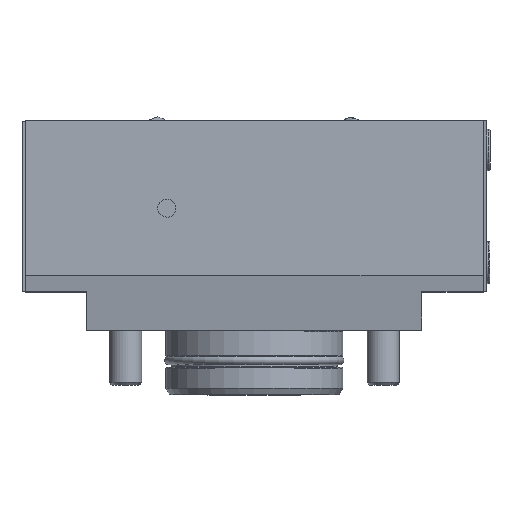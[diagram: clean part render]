
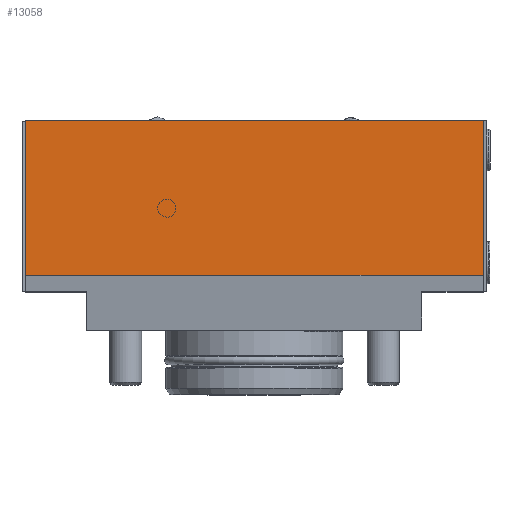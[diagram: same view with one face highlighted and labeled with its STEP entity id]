
A CAD part, top view. The second image highlights one B-rep face of the part: STEP entity #13058.
In plain terms, the highlighted planar face has unit normal (0, 0, 1).
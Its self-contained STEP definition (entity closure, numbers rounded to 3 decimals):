
#1124 = CARTESIAN_POINT ( 'NONE',  ( -71., 65., 43. ) ) ;
#1246 = EDGE_CURVE ( 'NONE', #14818, #3806, #17143, .T. ) ;
#1265 = ORIENTED_EDGE ( 'NONE', *, *, #7988, .T. ) ;
#1500 = VERTEX_POINT ( 'NONE', #4713 ) ;
#1651 = DIRECTION ( 'NONE',  ( -1., 0., 0. ) ) ;
#3350 = CARTESIAN_POINT ( 'NONE',  ( -71., 65., 43. ) ) ;
#3380 = CARTESIAN_POINT ( 'NONE',  ( 71., 65., 43. ) ) ;
#3806 = VERTEX_POINT ( 'NONE', #6029 ) ;
#4093 = FACE_OUTER_BOUND ( 'NONE', #8536, .T. ) ;
#4713 = CARTESIAN_POINT ( 'NONE',  ( 71., 65., 43. ) ) ;
#5486 = DIRECTION ( 'NONE',  ( 0., 0., 1. ) ) ;
#6029 = CARTESIAN_POINT ( 'NONE',  ( -71., 17.014, 43. ) ) ;
#6135 = CARTESIAN_POINT ( 'NONE',  ( 0., 0., 43. ) ) ;
#6245 = DIRECTION ( 'NONE',  ( 1., 0., 0. ) ) ;
#6854 = CARTESIAN_POINT ( 'NONE',  ( 71., 17.014, 43. ) ) ;
#7219 = DIRECTION ( 'NONE',  ( 0., 1., 0. ) ) ;
#7624 = PLANE ( 'NONE',  #13628 ) ;
#7794 = ORIENTED_EDGE ( 'NONE', *, *, #8697, .T. ) ;
#7988 = EDGE_CURVE ( 'NONE', #1500, #14818, #14704, .T. ) ;
#8410 = VECTOR ( 'NONE', #10707, 1000. ) ;
#8536 = EDGE_LOOP ( 'NONE', ( #7794, #9271, #1265, #12762 ) ) ;
#8697 = EDGE_CURVE ( 'NONE', #3806, #10523, #17299, .T. ) ;
#9271 = ORIENTED_EDGE ( 'NONE', *, *, #13921, .T. ) ;
#10523 = VERTEX_POINT ( 'NONE', #6854 ) ;
#10707 = DIRECTION ( 'NONE',  ( 1., 0., 0. ) ) ;
#12170 = CARTESIAN_POINT ( 'NONE',  ( 71., 0., 43. ) ) ;
#12557 = CARTESIAN_POINT ( 'NONE',  ( -71., 17.014, 43. ) ) ;
#12762 = ORIENTED_EDGE ( 'NONE', *, *, #1246, .T. ) ;
#13058 = ADVANCED_FACE ( 'NONE', ( #4093 ), #7624, .T. ) ;
#13628 = AXIS2_PLACEMENT_3D ( 'NONE', #6135, #5486, #6245 ) ;
#13895 = VECTOR ( 'NONE', #1651, 1000. ) ;
#13921 = EDGE_CURVE ( 'NONE', #10523, #1500, #16143, .T. ) ;
#14704 = LINE ( 'NONE', #3380, #13895 ) ;
#14818 = VERTEX_POINT ( 'NONE', #1124 ) ;
#15131 = VECTOR ( 'NONE', #7219, 1000. ) ;
#16013 = DIRECTION ( 'NONE',  ( 0., -1., 0. ) ) ;
#16143 = LINE ( 'NONE', #12170, #15131 ) ;
#17122 = VECTOR ( 'NONE', #16013, 1000. ) ;
#17143 = LINE ( 'NONE', #3350, #17122 ) ;
#17299 = LINE ( 'NONE', #12557, #8410 ) ;
